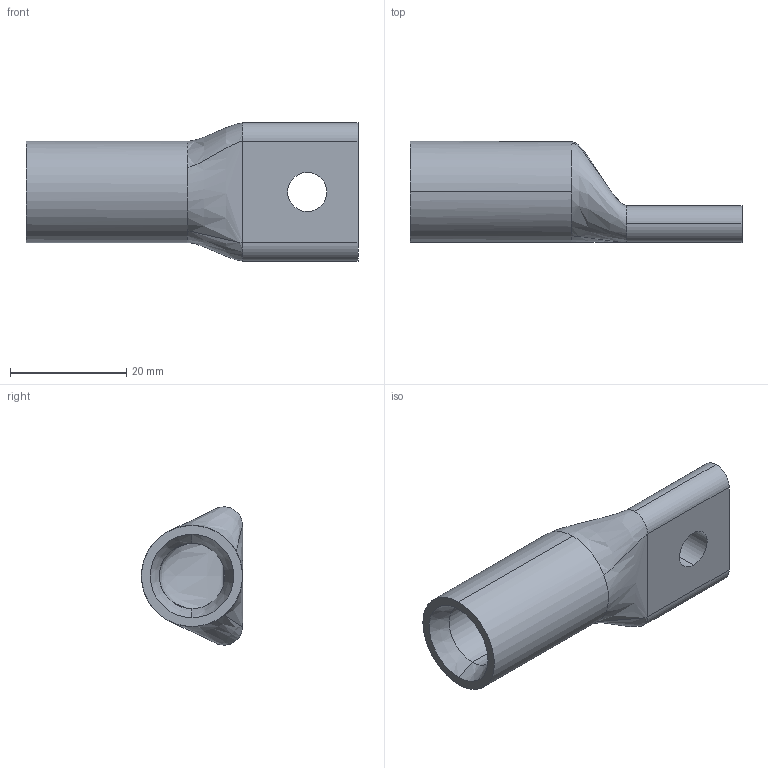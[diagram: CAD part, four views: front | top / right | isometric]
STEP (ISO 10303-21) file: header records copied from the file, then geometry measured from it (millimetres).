
FILE_DESCRIPTION (( 'STEP AP203' ), '1' );
FILE_NAME ('BLUA-2_0S4-1.step', '2025-06-17T20:24:56', ( '' ), ( '' ), 'SwSTEP 2.0', 'SolidWorks 2024', '' );
FILE_SCHEMA (( 'CONFIG_CONTROL_DESIGN' ));
Length unit declared in the file: inch
Products named in the file (1): BLUA-2_0S4-1
Bounding box: 57.15 x 17.4 x 23.81 mm (x, y, z)
Volume: 7670.6 mm3; surface area: 4906.4 mm2
Topology: 1 solids, 1 shells, 24 faces, 59 edges, 38 vertices
Faces by surface type: cylinder 9, bspline 8, plane 5, cone 2
Entity records: 1129 total; most frequent: CARTESIAN_POINT 507, ORIENTED_EDGE 118, DIRECTION 103, EDGE_CURVE 59, AXIS2_PLACEMENT_3D 43, VERTEX_POINT 38, EDGE_LOOP 27, CIRCLE 26
